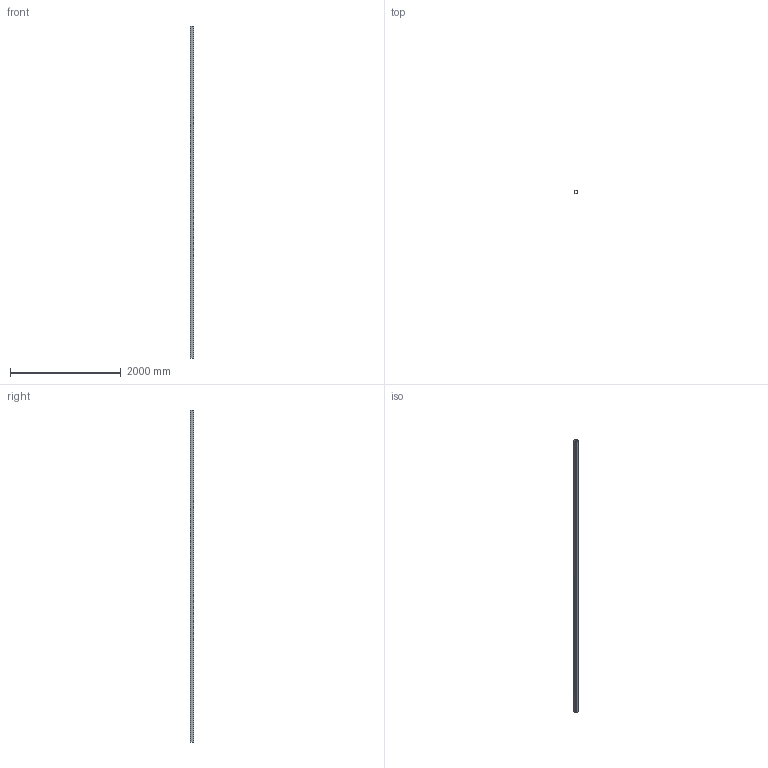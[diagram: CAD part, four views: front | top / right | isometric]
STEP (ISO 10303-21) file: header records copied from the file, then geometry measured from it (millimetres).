
FILE_DESCRIPTION (( 'STEP AP203' ), '1' );
FILE_NAME ('55408-240.step', '2024-04-29T09:31:16', ( '' ), ( '' ), 'SwSTEP 2.0', 'SolidWorks 2018', '' );
FILE_SCHEMA (( 'CONFIG_CONTROL_DESIGN' ));
Length unit declared in the file: millimetre
Products named in the file (1): 55408-240
Bounding box: 60 x 60 x 6000 mm (x, y, z)
Volume: 2742795.5 mm3; surface area: 2743723.3 mm2
Topology: 1 solids, 1 shells, 294 faces, 795 edges, 530 vertices
Faces by surface type: plane 161, bspline 125, cylinder 8
Entity records: 15546 total; most frequent: CARTESIAN_POINT 8905, ORIENTED_EDGE 1590, DIRECTION 901, EDGE_CURVE 795, VERTEX_POINT 530, VECTOR 529, LINE 529, EDGE_LOOP 323
